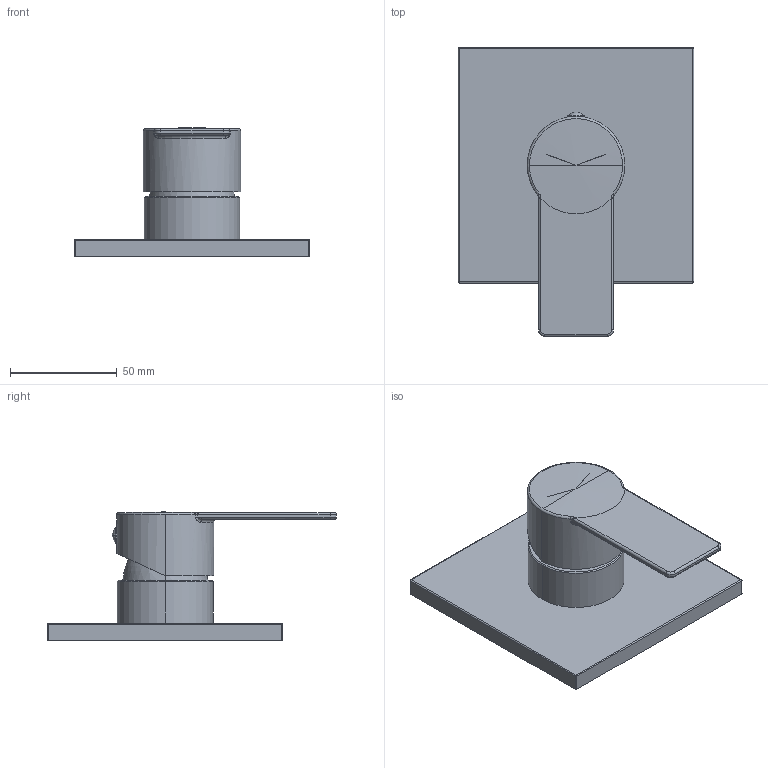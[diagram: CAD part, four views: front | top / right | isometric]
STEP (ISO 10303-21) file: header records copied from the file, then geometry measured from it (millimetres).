
FILE_DESCRIPTION((''),'2;1');
FILE_NAME('TA010CR','2021-01-18T10:03:40',('ut3'),('PAFFONI SpA'),'CREO PARAMETRIC BY PTC INC, 2020044','CREO PARAMETRIC BY PTC INC, 2020044','');
FILE_SCHEMA(('CONFIG_CONTROL_DESIGN','SHAPE_APPEARANCE_LAYERS_GROUPS'));
Length unit declared in the file: millimetre
Products named in the file (1): TA010CR
Bounding box: 110 x 135 x 60.1 mm (x, y, z)
Volume: 129373.1 mm3; surface area: 51286.5 mm2
Topology: 2 solids, 2 shells, 158 faces, 373 edges, 220 vertices
Faces by surface type: cylinder 57, plane 48, cone 21, bspline 15, torus 11, sphere 6
Entity records: 6808 total; most frequent: CARTESIAN_POINT 2090, ORIENTED_EDGE 738, DIRECTION 736, EDGE_CURVE 369, AXIS2_PLACEMENT_3D 287, VERTEX_POINT 220, EDGE_LOOP 173, VECTOR 162
